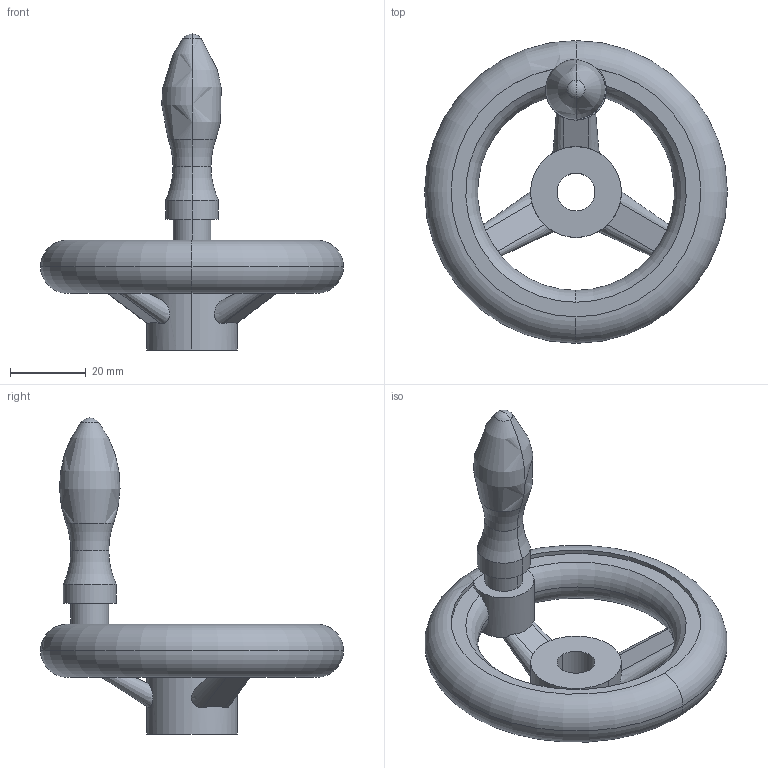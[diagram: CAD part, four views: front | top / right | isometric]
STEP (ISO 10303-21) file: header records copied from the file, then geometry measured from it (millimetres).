
FILE_DESCRIPTION(('STEP AP214'),'1');
FILE_NAME(' ',' ',('TraceParts'),('TraceParts S.A.'),'XStep 1.0',' ',' ');
FILE_SCHEMA(('automotive_design'));
Length unit declared in the file: millimetre
Products named in the file (1): 1
Bounding box: 80 x 80 x 83.49 mm (x, y, z)
Volume: 46687.4 mm3; surface area: 15413.8 mm2
Topology: 1 solids, 1 shells, 48 faces, 122 edges, 75 vertices
Faces by surface type: torus 14, cylinder 14, plane 12, cone 6, sphere 2
Entity records: 3230 total; most frequent: CARTESIAN_POINT 659, DIRECTION 270, STYLED_ITEM 244, PRESENTATION_STYLE_ASSIGNMENT 244, COLOUR_RGB 244, ORIENTED_EDGE 240, AXIS2_PLACEMENT_3D 121, EDGE_CURVE 120
